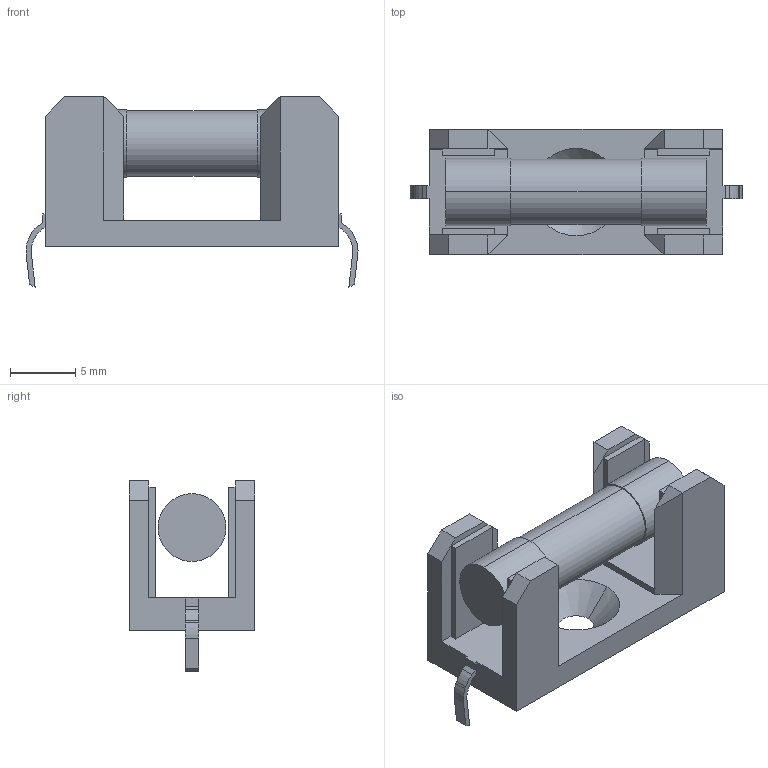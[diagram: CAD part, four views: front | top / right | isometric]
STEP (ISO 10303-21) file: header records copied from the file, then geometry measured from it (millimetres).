
FILE_DESCRIPTION (( 'STEP AP214' ), '1' );
FILE_NAME ('User Library-portefusible.STEP', '2018-10-20T13:58:09', ( '' ), ( '' ), 'SwSTEP 2.0', 'SolidWorks 2018', '' );
FILE_SCHEMA (( 'AUTOMOTIVE_DESIGN' ));
Length unit declared in the file: millimetre
Products named in the file (1): User Library-portefusible
Bounding box: 25.45 x 9.6 x 14.63 mm (x, y, z)
Volume: 1206.2 mm3; surface area: 1505.7 mm2
Topology: 2 solids, 2 shells, 96 faces, 246 edges, 156 vertices
Faces by surface type: plane 78, cylinder 16, cone 2
Entity records: 3957 total; most frequent: CARTESIAN_POINT 499, ORIENTED_EDGE 492, DIRECTION 476, EDGE_CURVE 246, VECTOR 210, LINE 210, VERTEX_POINT 156, AXIS2_PLACEMENT_3D 133
